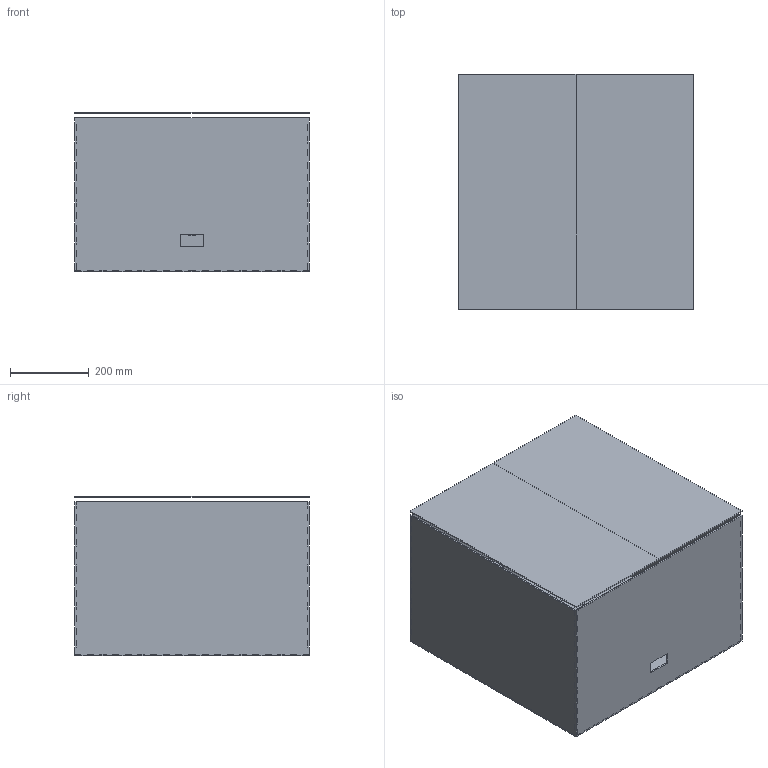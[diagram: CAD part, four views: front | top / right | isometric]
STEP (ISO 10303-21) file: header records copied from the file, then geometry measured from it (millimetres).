
FILE_DESCRIPTION(/* description */ (''),/* implementation_level */ '2;1');
FILE_NAME(/* name */ '',/* time_stamp */ '2025-04-03T15:28:15+03:00',/* author */ ('Pica-Chan'),/* organization */ (''),/* preprocessor_version */ 'ST-DEVELOPER v19.2',/* originating_system */ 'Autodesk Inventor 2023',/* authorisation */ '');
FILE_SCHEMA (('AUTOMOTIVE_DESIGN { 1 0 10303 214 3 1 1 }'));
Length unit declared in the file: millimetre
Products named in the file (1): Дронопорт2
Bounding box: 595 x 595 x 404 mm (x, y, z)
Volume: 6326066 mm3; surface area: 3409329.5 mm2
Topology: 21 solids, 21 shells, 1286 faces, 3738 edges, 2489 vertices
Faces by surface type: plane 1286
Entity records: 41707 total; most frequent: CARTESIAN_POINT 7514, ORIENTED_EDGE 7476, DIRECTION 6312, LINE 3738, VECTOR 3738, EDGE_CURVE 3738, VERTEX_POINT 2488, EDGE_LOOP 1296
